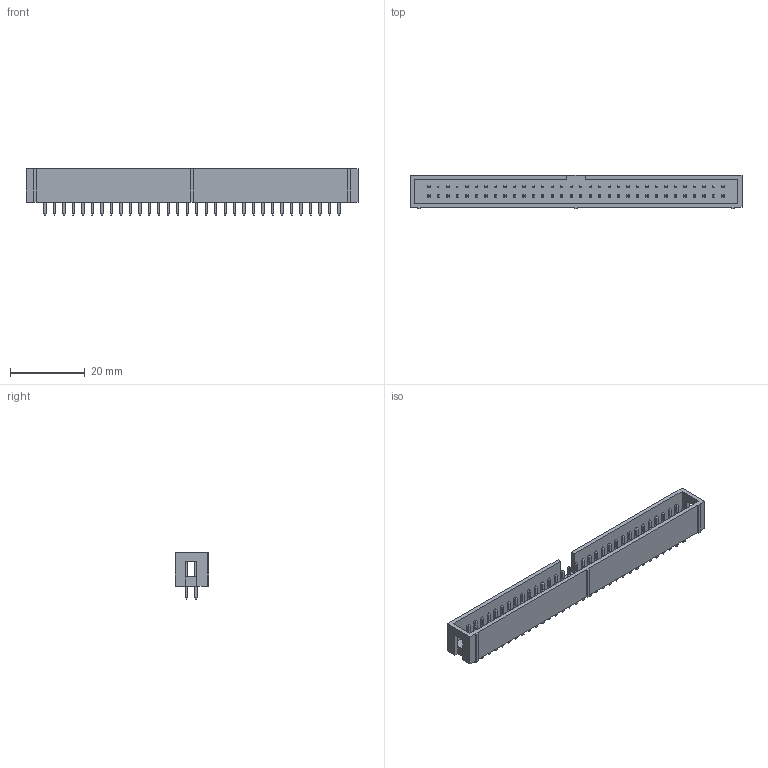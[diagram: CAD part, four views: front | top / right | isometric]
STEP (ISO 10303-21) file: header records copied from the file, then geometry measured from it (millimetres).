
FILE_DESCRIPTION (( 'STEP AP214' ), '1' );
FILE_NAME ('BH-64.STEP', '2018-01-16T19:17:43', ( 'User' ), ( '' ), 'SwSTEP 2.0', 'SolidWorks 2017', '' );
FILE_SCHEMA (( 'AUTOMOTIVE_DESIGN' ));
Length unit declared in the file: millimetre
Products named in the file (1): BH-64
Bounding box: 88.9 x 9 x 12.4 mm (x, y, z)
Volume: 3396.4 mm3; surface area: 5734.2 mm2
Topology: 1 solids, 1 shells, 1186 faces, 2664 edges, 1604 vertices
Faces by surface type: plane 1186
Entity records: 44314 total; most frequent: CARTESIAN_POINT 5455, ORIENTED_EDGE 5328, DIRECTION 5038, EDGE_CURVE 2664, LINE 2664, VECTOR 2664, VERTEX_POINT 1604, EDGE_LOOP 1314
